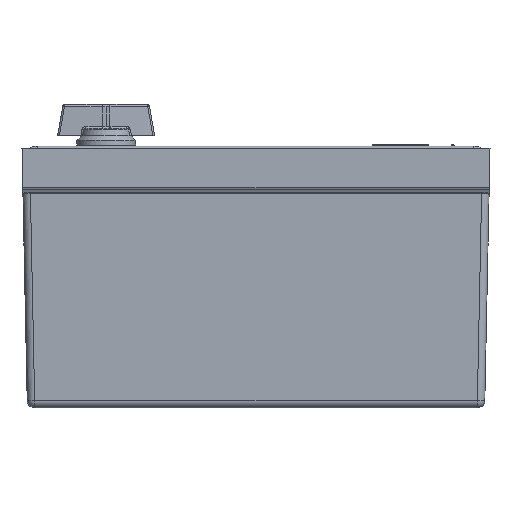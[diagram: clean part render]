
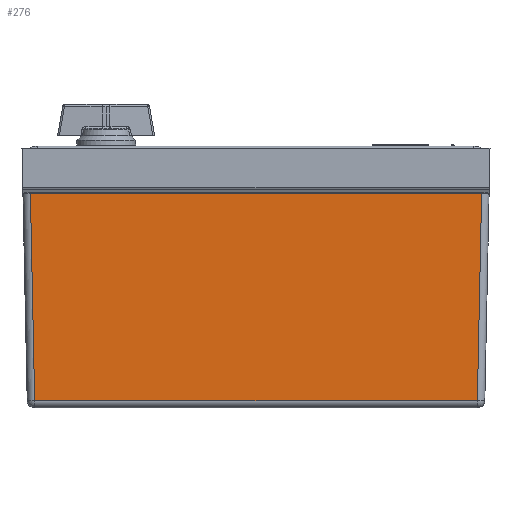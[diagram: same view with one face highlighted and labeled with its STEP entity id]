
A CAD part, front view. The second image highlights one B-rep face of the part: STEP entity #276.
In plain terms, the highlighted face is planar.
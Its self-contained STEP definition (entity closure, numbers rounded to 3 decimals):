
#276 = ADVANCED_FACE ( 'NONE', ( #108938 ), #18015, .T. ) ;
#1656 = CARTESIAN_POINT ( 'NONE',  ( 120.866, 114.972, -140.648 ) ) ;
#2612 = VERTEX_POINT ( 'NONE', #64419 ) ;
#5742 = CARTESIAN_POINT ( 'NONE',  ( -120.866, 114.972, -140.648 ) ) ;
#7441 = EDGE_LOOP ( 'NONE', ( #77391, #92093, #36727, #95530 ) ) ;
#9694 = CARTESIAN_POINT ( 'NONE',  ( 200., 115.386, -140.654 ) ) ;
#18015 = PLANE ( 'NONE',  #43229 ) ;
#36727 = ORIENTED_EDGE ( 'NONE', *, *, #98673, .T. ) ;
#39507 = EDGE_CURVE ( 'NONE', #77377, #98179, #65092, .T. ) ;
#43229 = AXIS2_PLACEMENT_3D ( 'NONE', #9694, #53640, #46518 ) ;
#44190 = LINE ( 'NONE', #80397, #108874 ) ;
#45471 = LINE ( 'NONE', #106699, #101660 ) ;
#46518 = DIRECTION ( 'NONE',  ( 0., -1., 0.014 ) ) ;
#49068 = CARTESIAN_POINT ( 'NONE',  ( -118.581, 3.943, -139.057 ) ) ;
#51021 = VERTEX_POINT ( 'NONE', #1656 ) ;
#53640 = DIRECTION ( 'NONE',  ( 0., -0.014, -1. ) ) ;
#53856 = CARTESIAN_POINT ( 'NONE',  ( -120.739, 108.788, -140.56 ) ) ;
#63831 = DIRECTION ( 'NONE',  ( 1., 0., 0. ) ) ;
#64419 = CARTESIAN_POINT ( 'NONE',  ( 118.581, 3.943, -139.057 ) ) ;
#65092 = LINE ( 'NONE', #53856, #70247 ) ;
#70247 = VECTOR ( 'NONE', #89508, 1000. ) ;
#77377 = VERTEX_POINT ( 'NONE', #49068 ) ;
#77391 = ORIENTED_EDGE ( 'NONE', *, *, #39507, .T. ) ;
#80397 = CARTESIAN_POINT ( 'NONE',  ( 118.502, 0.082, -139.001 ) ) ;
#82356 = EDGE_CURVE ( 'NONE', #98179, #51021, #45471, .T. ) ;
#84397 = VECTOR ( 'NONE', #101069, 1000. ) ;
#84975 = CARTESIAN_POINT ( 'NONE',  ( -122.5, 3.943, -139.057 ) ) ;
#89508 = DIRECTION ( 'NONE',  ( -0.021, 1., -0.014 ) ) ;
#92093 = ORIENTED_EDGE ( 'NONE', *, *, #82356, .T. ) ;
#93896 = LINE ( 'NONE', #84975, #84397 ) ;
#95530 = ORIENTED_EDGE ( 'NONE', *, *, #99956, .T. ) ;
#98179 = VERTEX_POINT ( 'NONE', #5742 ) ;
#98673 = EDGE_CURVE ( 'NONE', #51021, #2612, #44190, .T. ) ;
#99956 = EDGE_CURVE ( 'NONE', #2612, #77377, #93896, .T. ) ;
#101069 = DIRECTION ( 'NONE',  ( -1., 0., 0. ) ) ;
#101660 = VECTOR ( 'NONE', #63831, 1000. ) ;
#106699 = CARTESIAN_POINT ( 'NONE',  ( 120.875, 114.972, -140.648 ) ) ;
#108874 = VECTOR ( 'NONE', #116705, 1000. ) ;
#108938 = FACE_OUTER_BOUND ( 'NONE', #7441, .T. ) ;
#116705 = DIRECTION ( 'NONE',  ( -0.021, -1., 0.014 ) ) ;
